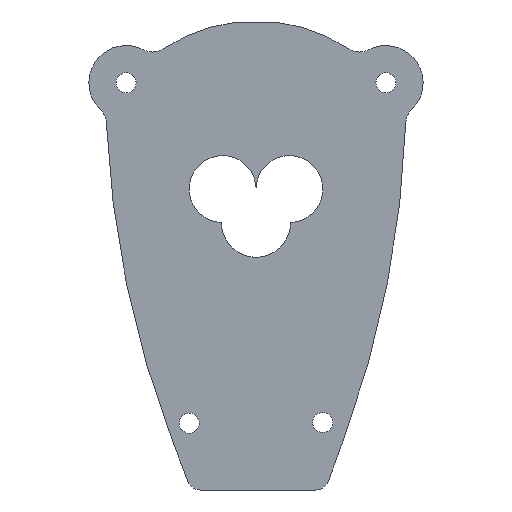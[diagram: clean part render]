
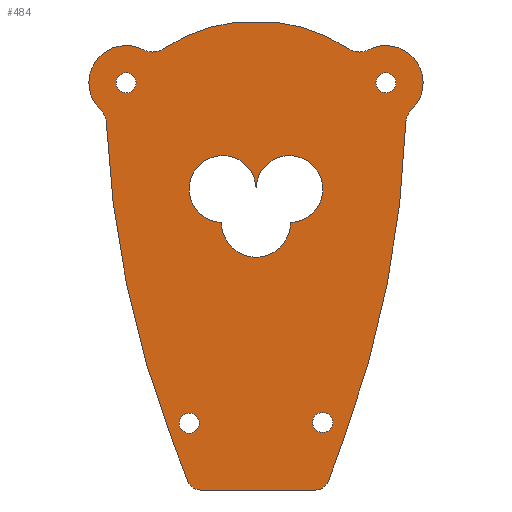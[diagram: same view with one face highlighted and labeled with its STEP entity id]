
A CAD part, front view. The second image highlights one B-rep face of the part: STEP entity #484.
In plain terms, the highlighted planar face has unit normal (0, -1, 0).
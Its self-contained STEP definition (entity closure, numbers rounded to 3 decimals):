
#14=FACE_BOUND('',#61,.T.);
#15=FACE_BOUND('',#62,.T.);
#16=FACE_BOUND('',#63,.T.);
#17=FACE_BOUND('',#64,.T.);
#18=FACE_BOUND('',#65,.T.);
#27=PLANE('',#526);
#34=FACE_OUTER_BOUND('',#60,.T.);
#60=EDGE_LOOP('',(#326,#327,#328,#329,#330,#331,#332,#333,#334,#335,#336,
#337,#338,#339,#340,#341));
#61=EDGE_LOOP('',(#342,#343,#344,#345));
#62=EDGE_LOOP('',(#346));
#63=EDGE_LOOP('',(#347));
#64=EDGE_LOOP('',(#348));
#65=EDGE_LOOP('',(#349));
#96=LINE('',#766,#128);
#99=LINE('',#772,#131);
#100=LINE('',#784,#132);
#101=LINE('',#796,#133);
#128=VECTOR('',#600,10.);
#131=VECTOR('',#605,10.);
#132=VECTOR('',#616,10.);
#133=VECTOR('',#627,10.);
#159=CIRCLE('',#524,2.);
#160=CIRCLE('',#527,152.5);
#161=CIRCLE('',#528,3.);
#162=CIRCLE('',#529,5.57);
#163=CIRCLE('',#530,3.);
#164=CIRCLE('',#531,25.);
#165=CIRCLE('',#532,25.);
#166=CIRCLE('',#533,3.);
#167=CIRCLE('',#534,5.569);
#168=CIRCLE('',#535,3.);
#169=CIRCLE('',#536,152.5);
#170=CIRCLE('',#537,2.);
#171=CIRCLE('',#538,5.179);
#172=CIRCLE('',#539,4.999);
#173=CIRCLE('',#540,5.179);
#174=CIRCLE('',#541,5.);
#175=CIRCLE('',#542,1.5);
#176=CIRCLE('',#543,1.5);
#177=CIRCLE('',#544,1.5);
#178=CIRCLE('',#545,1.5);
#200=VERTEX_POINT('',#759);
#201=VERTEX_POINT('',#761);
#202=VERTEX_POINT('',#765);
#204=VERTEX_POINT('',#771);
#205=VERTEX_POINT('',#773);
#206=VERTEX_POINT('',#775);
#207=VERTEX_POINT('',#777);
#208=VERTEX_POINT('',#779);
#209=VERTEX_POINT('',#781);
#210=VERTEX_POINT('',#783);
#211=VERTEX_POINT('',#785);
#212=VERTEX_POINT('',#787);
#213=VERTEX_POINT('',#789);
#214=VERTEX_POINT('',#791);
#215=VERTEX_POINT('',#793);
#216=VERTEX_POINT('',#795);
#217=VERTEX_POINT('',#798);
#218=VERTEX_POINT('',#799);
#219=VERTEX_POINT('',#801);
#220=VERTEX_POINT('',#803);
#221=VERTEX_POINT('',#806);
#222=VERTEX_POINT('',#808);
#223=VERTEX_POINT('',#810);
#224=VERTEX_POINT('',#812);
#248=EDGE_CURVE('',#200,#201,#159,.T.);
#250=EDGE_CURVE('',#201,#202,#96,.T.);
#253=EDGE_CURVE('',#200,#204,#99,.T.);
#254=EDGE_CURVE('',#205,#204,#160,.T.);
#255=EDGE_CURVE('',#206,#205,#161,.T.);
#256=EDGE_CURVE('',#207,#206,#162,.T.);
#257=EDGE_CURVE('',#208,#207,#163,.T.);
#258=EDGE_CURVE('',#209,#208,#164,.T.);
#259=EDGE_CURVE('',#210,#209,#100,.T.);
#260=EDGE_CURVE('',#211,#210,#165,.T.);
#261=EDGE_CURVE('',#212,#211,#166,.T.);
#262=EDGE_CURVE('',#213,#212,#167,.T.);
#263=EDGE_CURVE('',#214,#213,#168,.T.);
#264=EDGE_CURVE('',#215,#214,#169,.T.);
#265=EDGE_CURVE('',#216,#215,#101,.T.);
#266=EDGE_CURVE('',#202,#216,#170,.T.);
#267=EDGE_CURVE('',#217,#218,#171,.T.);
#268=EDGE_CURVE('',#219,#217,#172,.T.);
#269=EDGE_CURVE('',#220,#219,#173,.T.);
#270=EDGE_CURVE('',#218,#220,#174,.T.);
#271=EDGE_CURVE('',#221,#221,#175,.T.);
#272=EDGE_CURVE('',#222,#222,#176,.T.);
#273=EDGE_CURVE('',#223,#223,#177,.T.);
#274=EDGE_CURVE('',#224,#224,#178,.T.);
#326=ORIENTED_EDGE('',*,*,#248,.F.);
#327=ORIENTED_EDGE('',*,*,#253,.T.);
#328=ORIENTED_EDGE('',*,*,#254,.F.);
#329=ORIENTED_EDGE('',*,*,#255,.F.);
#330=ORIENTED_EDGE('',*,*,#256,.F.);
#331=ORIENTED_EDGE('',*,*,#257,.F.);
#332=ORIENTED_EDGE('',*,*,#258,.F.);
#333=ORIENTED_EDGE('',*,*,#259,.F.);
#334=ORIENTED_EDGE('',*,*,#260,.F.);
#335=ORIENTED_EDGE('',*,*,#261,.F.);
#336=ORIENTED_EDGE('',*,*,#262,.F.);
#337=ORIENTED_EDGE('',*,*,#263,.F.);
#338=ORIENTED_EDGE('',*,*,#264,.F.);
#339=ORIENTED_EDGE('',*,*,#265,.F.);
#340=ORIENTED_EDGE('',*,*,#266,.F.);
#341=ORIENTED_EDGE('',*,*,#250,.F.);
#342=ORIENTED_EDGE('',*,*,#267,.F.);
#343=ORIENTED_EDGE('',*,*,#268,.F.);
#344=ORIENTED_EDGE('',*,*,#269,.F.);
#345=ORIENTED_EDGE('',*,*,#270,.F.);
#346=ORIENTED_EDGE('',*,*,#271,.F.);
#347=ORIENTED_EDGE('',*,*,#272,.F.);
#348=ORIENTED_EDGE('',*,*,#273,.F.);
#349=ORIENTED_EDGE('',*,*,#274,.F.);
#484=ADVANCED_FACE('',(#34,#14,#15,#16,#17,#18),#27,.F.);
#524=AXIS2_PLACEMENT_3D('',#762,#595,#596);
#526=AXIS2_PLACEMENT_3D('',#770,#603,#604);
#527=AXIS2_PLACEMENT_3D('',#774,#606,#607);
#528=AXIS2_PLACEMENT_3D('',#776,#608,#609);
#529=AXIS2_PLACEMENT_3D('',#778,#610,#611);
#530=AXIS2_PLACEMENT_3D('',#780,#612,#613);
#531=AXIS2_PLACEMENT_3D('',#782,#614,#615);
#532=AXIS2_PLACEMENT_3D('',#786,#617,#618);
#533=AXIS2_PLACEMENT_3D('',#788,#619,#620);
#534=AXIS2_PLACEMENT_3D('',#790,#621,#622);
#535=AXIS2_PLACEMENT_3D('',#792,#623,#624);
#536=AXIS2_PLACEMENT_3D('',#794,#625,#626);
#537=AXIS2_PLACEMENT_3D('',#797,#628,#629);
#538=AXIS2_PLACEMENT_3D('',#800,#630,#631);
#539=AXIS2_PLACEMENT_3D('',#802,#632,#633);
#540=AXIS2_PLACEMENT_3D('',#804,#634,#635);
#541=AXIS2_PLACEMENT_3D('',#805,#636,#637);
#542=AXIS2_PLACEMENT_3D('',#807,#638,#639);
#543=AXIS2_PLACEMENT_3D('',#809,#640,#641);
#544=AXIS2_PLACEMENT_3D('',#811,#642,#643);
#545=AXIS2_PLACEMENT_3D('',#813,#644,#645);
#595=DIRECTION('center_axis',(0.,1.,0.));
#596=DIRECTION('ref_axis',(0.573,0.,-0.82));
#600=DIRECTION('',(-1.,0.,0.));
#603=DIRECTION('center_axis',(0.,1.,0.));
#604=DIRECTION('ref_axis',(1.,0.,0.));
#605=DIRECTION('',(0.344,0.,0.939));
#606=DIRECTION('center_axis',(0.,1.,0.));
#607=DIRECTION('ref_axis',(1.,0.,-0.026));
#608=DIRECTION('center_axis',(0.,-1.,0.));
#609=DIRECTION('ref_axis',(-0.914,0.,0.407));
#610=DIRECTION('center_axis',(0.,1.,0.));
#611=DIRECTION('ref_axis',(1.,0.,0.));
#612=DIRECTION('center_axis',(0.,-1.,0.));
#613=DIRECTION('ref_axis',(-0.053,0.,-0.999));
#614=DIRECTION('center_axis',(0.,1.,0.));
#615=DIRECTION('ref_axis',(1.,0.,0.));
#616=DIRECTION('',(1.,0.,0.));
#617=DIRECTION('center_axis',(0.,1.,0.));
#618=DIRECTION('ref_axis',(1.,0.,0.));
#619=DIRECTION('center_axis',(0.,-1.,0.));
#620=DIRECTION('ref_axis',(0.053,0.,-0.999));
#621=DIRECTION('center_axis',(0.,1.,0.));
#622=DIRECTION('ref_axis',(1.,0.,0.));
#623=DIRECTION('center_axis',(0.,-1.,0.));
#624=DIRECTION('ref_axis',(0.911,0.,0.412));
#625=DIRECTION('center_axis',(0.,1.,0.));
#626=DIRECTION('ref_axis',(-0.999,0.,-0.036));
#627=DIRECTION('',(-0.357,0.,0.934));
#628=DIRECTION('center_axis',(0.,1.,0.));
#629=DIRECTION('ref_axis',(-0.567,0.,-0.824));
#630=DIRECTION('center_axis',(0.,-1.,0.));
#631=DIRECTION('ref_axis',(1.,0.,0.));
#632=DIRECTION('center_axis',(0.,-1.,0.));
#633=DIRECTION('ref_axis',(1.,0.,0.));
#634=DIRECTION('center_axis',(0.,-1.,0.));
#635=DIRECTION('ref_axis',(1.,0.,0.));
#636=DIRECTION('center_axis',(0.,-1.,0.));
#637=DIRECTION('ref_axis',(1.,0.,0.));
#638=DIRECTION('center_axis',(0.,-1.,0.));
#639=DIRECTION('ref_axis',(1.,0.,0.));
#640=DIRECTION('center_axis',(0.,-1.,0.));
#641=DIRECTION('ref_axis',(1.,0.,0.));
#642=DIRECTION('center_axis',(0.,-1.,0.));
#643=DIRECTION('ref_axis',(1.,0.,0.));
#644=DIRECTION('center_axis',(0.,-1.,0.));
#645=DIRECTION('ref_axis',(1.,0.,0.));
#759=CARTESIAN_POINT('',(-14.187,182.,1.311));
#761=CARTESIAN_POINT('',(-16.065,182.,0.));
#762=CARTESIAN_POINT('Origin',(-16.065,182.,2.));
#765=CARTESIAN_POINT('',(-33.315,182.,0.));
#766=CARTESIAN_POINT('',(0.,182.,0.));
#770=CARTESIAN_POINT('Origin',(-25.,182.,35.));
#771=CARTESIAN_POINT('',(-11.839,182.,7.713));
#772=CARTESIAN_POINT('',(-14.668,182.,0.));
#773=CARTESIAN_POINT('',(-2.611,182.,54.851));
#774=CARTESIAN_POINT('Origin',(-155.017,182.,60.216));
#775=CARTESIAN_POINT('',(-1.698,182.,56.902));
#776=CARTESIAN_POINT('Origin',(0.387,182.,54.745));
#777=CARTESIAN_POINT('',(-8.141,182.,65.848));
#778=CARTESIAN_POINT('Origin',(-5.57,182.,60.906));
#779=CARTESIAN_POINT('',(-11.183,182.,66.01));
#780=CARTESIAN_POINT('Origin',(-9.525,182.,68.51));
#781=CARTESIAN_POINT('',(-22.052,182.,70.));
#782=CARTESIAN_POINT('Origin',(-25.,182.,45.174));
#783=CARTESIAN_POINT('',(-27.948,182.,70.));
#784=CARTESIAN_POINT('',(-50.,182.,70.));
#785=CARTESIAN_POINT('',(-38.82,182.,66.008));
#786=CARTESIAN_POINT('Origin',(-25.,182.,45.174));
#787=CARTESIAN_POINT('',(-41.862,182.,65.846));
#788=CARTESIAN_POINT('Origin',(-40.478,182.,68.508));
#789=CARTESIAN_POINT('',(-48.293,182.,56.892));
#790=CARTESIAN_POINT('Origin',(-44.431,182.,60.905));
#791=CARTESIAN_POINT('',(-47.376,182.,54.866));
#792=CARTESIAN_POINT('Origin',(-50.373,182.,54.731));
#793=CARTESIAN_POINT('',(-37.457,182.,7.226));
#794=CARTESIAN_POINT('Origin',(104.969,182.,61.735));
#795=CARTESIAN_POINT('',(-35.183,182.,1.285));
#796=CARTESIAN_POINT('',(-34.691,182.,0.));
#797=CARTESIAN_POINT('Origin',(-33.315,182.,2.));
#798=CARTESIAN_POINT('',(-30.175,182.,40.019));
#799=CARTESIAN_POINT('',(-19.817,182.,40.017));
#800=CARTESIAN_POINT('Origin',(-24.996,182.,39.995));
#801=CARTESIAN_POINT('',(-25.,182.,45.174));
#802=CARTESIAN_POINT('Origin',(-29.997,182.,45.016));
#803=CARTESIAN_POINT('',(-24.995,182.,45.174));
#804=CARTESIAN_POINT('Origin',(-24.996,182.,39.995));
#805=CARTESIAN_POINT('Origin',(-19.998,182.,45.013));
#806=CARTESIAN_POINT('',(-7.07,182.,60.906));
#807=CARTESIAN_POINT('Origin',(-5.57,182.,60.906));
#808=CARTESIAN_POINT('',(-45.931,182.,60.905));
#809=CARTESIAN_POINT('Origin',(-44.431,182.,60.905));
#810=CARTESIAN_POINT('',(-36.5,182.,10.));
#811=CARTESIAN_POINT('Origin',(-35.,182.,10.));
#812=CARTESIAN_POINT('',(-16.534,182.,10.097));
#813=CARTESIAN_POINT('Origin',(-15.034,182.,10.097));
